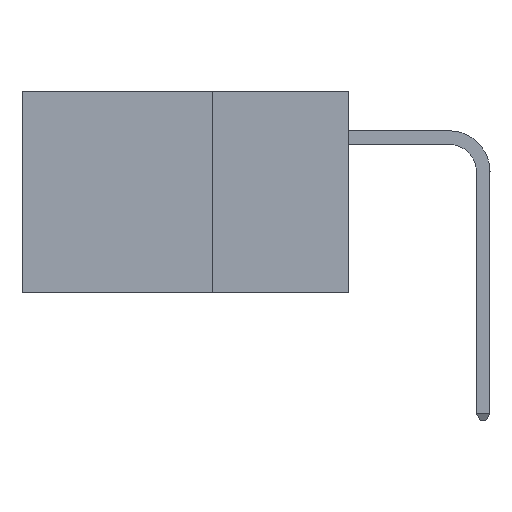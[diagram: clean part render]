
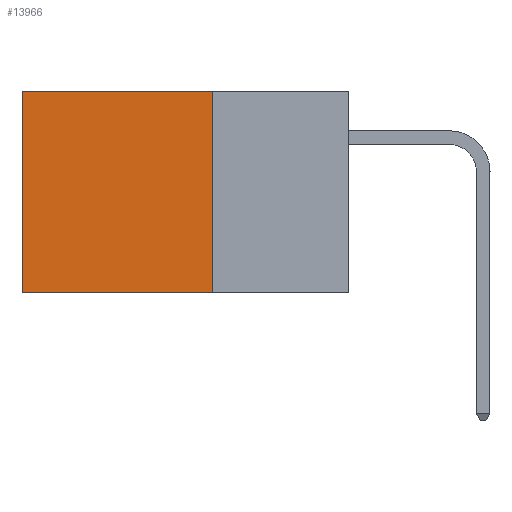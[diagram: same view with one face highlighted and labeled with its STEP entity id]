
A CAD part, left-side view. The second image highlights one B-rep face of the part: STEP entity #13966.
In plain terms, the highlighted planar face has unit normal (-1, 0, 0).
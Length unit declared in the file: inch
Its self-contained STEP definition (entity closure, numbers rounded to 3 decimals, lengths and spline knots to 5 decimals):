
#665 = LINE ( 'NONE', #30863, #36103 ) ;
#1335 = DIRECTION ( 'NONE',  ( 0., 1., 0. ) ) ;
#1654 = CARTESIAN_POINT ( 'NONE',  ( 0.2875, 0.25, -0.37 ) ) ;
#1992 = EDGE_CURVE ( 'NONE', #9093, #27186, #35702, .T. ) ;
#2600 = EDGE_CURVE ( 'NONE', #23700, #9093, #665, .T. ) ;
#5880 = LINE ( 'NONE', #29933, #26532 ) ;
#7000 = DIRECTION ( 'NONE',  ( 1., 0., 0. ) ) ;
#9057 = AXIS2_PLACEMENT_3D ( 'NONE', #23865, #7000, #26633 ) ;
#9093 = VERTEX_POINT ( 'NONE', #17333 ) ;
#9236 = ORIENTED_EDGE ( 'NONE', *, *, #2600, .F. ) ;
#9456 = ORIENTED_EDGE ( 'NONE', *, *, #1992, .F. ) ;
#12399 = CARTESIAN_POINT ( 'NONE',  ( 0.2875, 0.6, -0.37 ) ) ;
#12794 = EDGE_LOOP ( 'NONE', ( #13157, #9456, #9236, #14780 ) ) ;
#13157 = ORIENTED_EDGE ( 'NONE', *, *, #24785, .T. ) ;
#13512 = VERTEX_POINT ( 'NONE', #24015 ) ;
#13966 = ADVANCED_FACE ( 'NONE', ( #21650 ), #15382, .F. ) ;
#14780 = ORIENTED_EDGE ( 'NONE', *, *, #27093, .T. ) ;
#14974 = CARTESIAN_POINT ( 'NONE',  ( 0.2875, 0.25, 0. ) ) ;
#15382 = PLANE ( 'NONE',  #9057 ) ;
#15615 = LINE ( 'NONE', #14974, #29566 ) ;
#17333 = CARTESIAN_POINT ( 'NONE',  ( 0.2875, 0.25, -0.37 ) ) ;
#21650 = FACE_OUTER_BOUND ( 'NONE', #12794, .T. ) ;
#22586 = DIRECTION ( 'NONE',  ( 0., 0., -1. ) ) ;
#23353 = DIRECTION ( 'NONE',  ( 0., 1., 0. ) ) ;
#23700 = VERTEX_POINT ( 'NONE', #25575 ) ;
#23865 = CARTESIAN_POINT ( 'NONE',  ( 0.2875, 0.25, 0. ) ) ;
#24015 = CARTESIAN_POINT ( 'NONE',  ( 0.2875, 0.6, 0. ) ) ;
#24785 = EDGE_CURVE ( 'NONE', #13512, #27186, #5880, .T. ) ;
#25575 = CARTESIAN_POINT ( 'NONE',  ( 0.2875, 0.25, 0. ) ) ;
#26532 = VECTOR ( 'NONE', #32646, 39.37008 ) ;
#26633 = DIRECTION ( 'NONE',  ( 0., 0., -1. ) ) ;
#27093 = EDGE_CURVE ( 'NONE', #23700, #13512, #15615, .T. ) ;
#27186 = VERTEX_POINT ( 'NONE', #12399 ) ;
#28478 = VECTOR ( 'NONE', #1335, 39.37008 ) ;
#29566 = VECTOR ( 'NONE', #23353, 39.37008 ) ;
#29933 = CARTESIAN_POINT ( 'NONE',  ( 0.2875, 0.6, 0. ) ) ;
#30863 = CARTESIAN_POINT ( 'NONE',  ( 0.2875, 0.25, 0. ) ) ;
#32646 = DIRECTION ( 'NONE',  ( 0., 0., -1. ) ) ;
#35702 = LINE ( 'NONE', #1654, #28478 ) ;
#36103 = VECTOR ( 'NONE', #22586, 39.37008 ) ;
